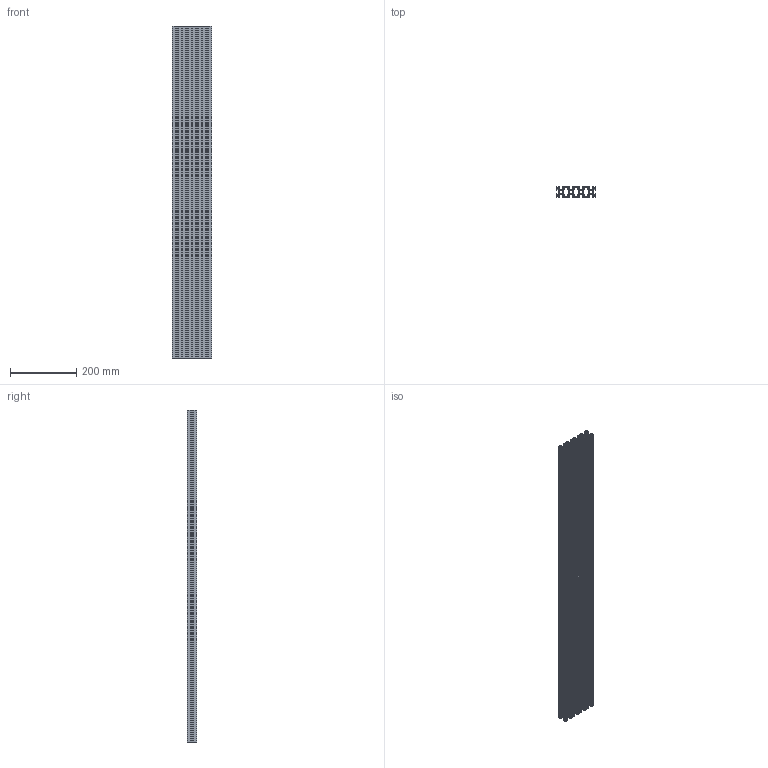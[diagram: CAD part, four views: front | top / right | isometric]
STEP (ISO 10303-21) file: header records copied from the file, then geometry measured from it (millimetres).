
FILE_DESCRIPTION (( 'STEP AP214' ), '1' );
FILE_NAME ('3312L Êîíñòðóêöèîííûé ïðîôèëü 30õ120L.STEP', '2019-02-28T10:32:02', ( 'Ïîëüçîâàòåëü Windows' ), ( '' ), 'SwSTEP 2.0', 'SolidWorks 2018', '' );
FILE_SCHEMA (( 'AUTOMOTIVE_DESIGN' ));
Length unit declared in the file: millimetre
Products named in the file (1): 3312L Êîíñòðóêöèîííûé ïðîôèëü 30õ120L
Bounding box: 120 x 30 x 1000 mm (x, y, z)
Volume: 789502.9 mm3; surface area: 1161892 mm2
Topology: 1 solids, 1 shells, 898 faces, 2688 edges, 1792 vertices
Faces by surface type: cylinder 494, plane 404
Entity records: 30658 total; most frequent: DIRECTION 5474, CARTESIAN_POINT 5379, ORIENTED_EDGE 5376, EDGE_CURVE 2688, AXIS2_PLACEMENT_3D 1887, VERTEX_POINT 1792, VECTOR 1700, LINE 1700
